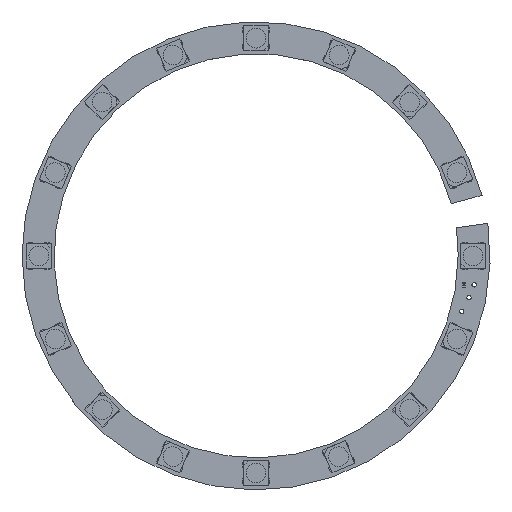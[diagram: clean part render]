
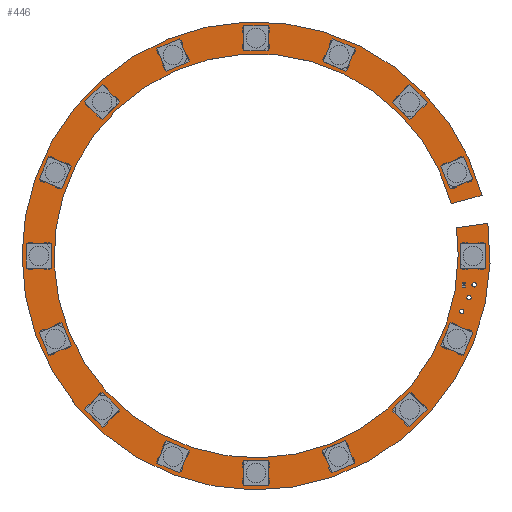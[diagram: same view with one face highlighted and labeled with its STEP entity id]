
A CAD part, top view. The second image highlights one B-rep face of the part: STEP entity #446.
In plain terms, the highlighted planar face has unit normal (0, 0, 1).
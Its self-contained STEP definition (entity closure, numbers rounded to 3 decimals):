
#137 = VERTEX_POINT('',#138);
#138 = CARTESIAN_POINT('',(-47.5,0.,1.091));
#144 = EDGE_CURVE('',#137,#145,#147,.T.);
#145 = VERTEX_POINT('',#146);
#146 = CARTESIAN_POINT('',(47.038,6.611,1.091));
#147 = CIRCLE('',#148,47.5);
#148 = AXIS2_PLACEMENT_3D('',#149,#150,#151);
#149 = CARTESIAN_POINT('',(0.,0.,
    1.091));
#150 = DIRECTION('',(0.,0.,1.));
#151 = DIRECTION('',(-1.,0.,0.));
#177 = EDGE_CURVE('',#145,#178,#180,.T.);
#178 = VERTEX_POINT('',#179);
#179 = CARTESIAN_POINT('',(40.601,5.706,1.091));
#180 = LINE('',#181,#182);
#181 = CARTESIAN_POINT('',(47.038,6.611,1.091));
#182 = VECTOR('',#183,1.);
#183 = DIRECTION('',(-0.99,-0.139,0.));
#210 = VERTEX_POINT('',#211);
#211 = CARTESIAN_POINT('',(41.,0.,1.091));
#217 = EDGE_CURVE('',#210,#178,#218,.T.);
#218 = CIRCLE('',#219,41.);
#219 = AXIS2_PLACEMENT_3D('',#220,#221,#222);
#220 = CARTESIAN_POINT('',(0.,0.,1.091));
#221 = DIRECTION('',(0.,0.,1.));
#222 = DIRECTION('',(1.,0.,0.));
#243 = VERTEX_POINT('',#244);
#244 = CARTESIAN_POINT('',(39.603,10.611,1.091));
#250 = EDGE_CURVE('',#243,#210,#251,.T.);
#251 = CIRCLE('',#252,41.);
#252 = AXIS2_PLACEMENT_3D('',#253,#254,#255);
#253 = CARTESIAN_POINT('',(0.,0.,1.091));
#254 = DIRECTION('',(0.,0.,1.));
#255 = DIRECTION('',(1.,0.,0.));
#274 = EDGE_CURVE('',#243,#275,#277,.T.);
#275 = VERTEX_POINT('',#276);
#276 = CARTESIAN_POINT('',(45.881,12.294,1.091));
#277 = LINE('',#278,#279);
#278 = CARTESIAN_POINT('',(39.572,10.603,1.091));
#279 = VECTOR('',#280,1.);
#280 = DIRECTION('',(0.966,0.259,0.));
#305 = EDGE_CURVE('',#275,#137,#306,.T.);
#306 = CIRCLE('',#307,47.5);
#307 = AXIS2_PLACEMENT_3D('',#308,#309,#310);
#308 = CARTESIAN_POINT('',(0.,0.001,
    1.091));
#309 = DIRECTION('',(0.,0.,1.));
#310 = DIRECTION('',(0.966,0.259,0.));
#331 = VERTEX_POINT('',#332);
#332 = CARTESIAN_POINT('',(44.694,-5.875,1.091));
#338 = EDGE_CURVE('',#331,#331,#339,.T.);
#339 = CIRCLE('',#340,0.444);
#340 = AXIS2_PLACEMENT_3D('',#341,#342,#343);
#341 = CARTESIAN_POINT('',(44.25,-5.875,1.091));
#342 = DIRECTION('',(0.,0.,1.));
#343 = DIRECTION('',(1.,0.,0.));
#364 = VERTEX_POINT('',#365);
#365 = CARTESIAN_POINT('',(43.656,-8.5,1.091));
#371 = EDGE_CURVE('',#364,#364,#372,.T.);
#372 = CIRCLE('',#373,0.444);
#373 = AXIS2_PLACEMENT_3D('',#374,#375,#376);
#374 = CARTESIAN_POINT('',(43.212,-8.5,1.091));
#375 = DIRECTION('',(0.,0.,1.));
#376 = DIRECTION('',(1.,0.,0.));
#397 = VERTEX_POINT('',#398);
#398 = CARTESIAN_POINT('',(42.194,-11.25,1.091));
#404 = EDGE_CURVE('',#397,#397,#405,.T.);
#405 = CIRCLE('',#406,0.444);
#406 = AXIS2_PLACEMENT_3D('',#407,#408,#409);
#407 = CARTESIAN_POINT('',(41.75,-11.25,1.091));
#408 = DIRECTION('',(0.,0.,1.));
#409 = DIRECTION('',(1.,0.,0.));
#446 = ADVANCED_FACE('',(#447,#455,#458,#461),#464,.F.);
#447 = FACE_BOUND('',#448,.F.);
#448 = EDGE_LOOP('',(#449,#450,#451,#452,#453,#454));
#449 = ORIENTED_EDGE('',*,*,#144,.F.);
#450 = ORIENTED_EDGE('',*,*,#305,.F.);
#451 = ORIENTED_EDGE('',*,*,#274,.F.);
#452 = ORIENTED_EDGE('',*,*,#250,.T.);
#453 = ORIENTED_EDGE('',*,*,#217,.T.);
#454 = ORIENTED_EDGE('',*,*,#177,.F.);
#455 = FACE_BOUND('',#456,.F.);
#456 = EDGE_LOOP('',(#457));
#457 = ORIENTED_EDGE('',*,*,#338,.T.);
#458 = FACE_BOUND('',#459,.F.);
#459 = EDGE_LOOP('',(#460));
#460 = ORIENTED_EDGE('',*,*,#371,.T.);
#461 = FACE_BOUND('',#462,.F.);
#462 = EDGE_LOOP('',(#463));
#463 = ORIENTED_EDGE('',*,*,#404,.T.);
#464 = PLANE('',#465);
#465 = AXIS2_PLACEMENT_3D('',#466,#467,#468);
#466 = CARTESIAN_POINT('',(-47.5,0.,1.091));
#467 = DIRECTION('',(0.,0.,-1.));
#468 = DIRECTION('',(-1.,0.,0.));
